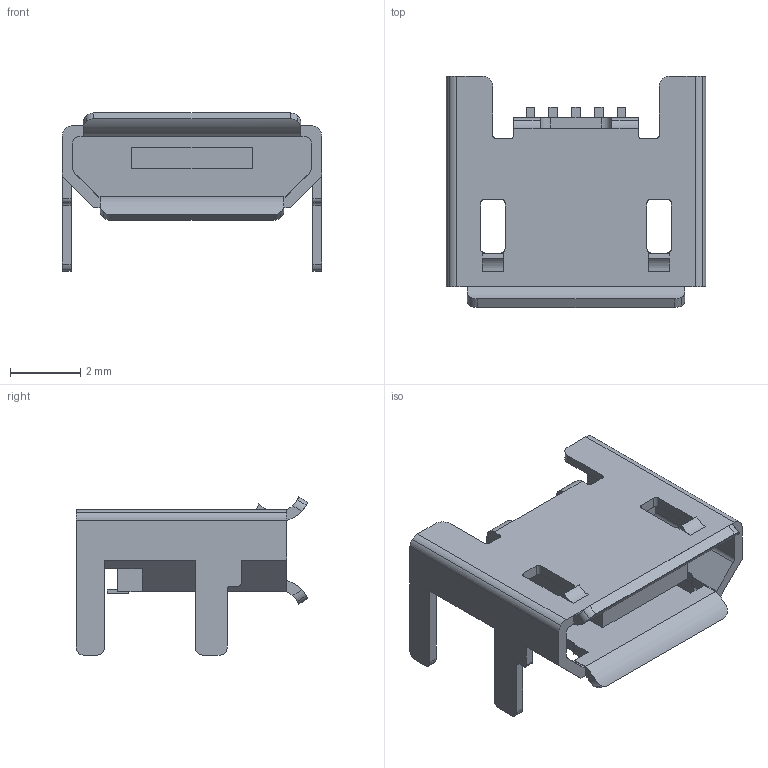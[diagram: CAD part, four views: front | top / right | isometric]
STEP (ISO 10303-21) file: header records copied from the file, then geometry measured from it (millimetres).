
FILE_DESCRIPTION (( 'STEP AP214' ), '1' );
FILE_NAME ('XKB Connectivity U254-051N-4BH806.step', '2023-06-10T14:50:41', ( '' ), ( '' ), 'SwSTEP 2.0', 'SolidWorks 2023', '' );
FILE_SCHEMA (( 'AUTOMOTIVE_DESIGN' ));
Length unit declared in the file: mil
Products named in the file (1): XKB Connectivity U254-051N-4BH806
Bounding box: 7.4 x 6.6 x 4.51 mm (x, y, z)
Volume: 49.3 mm3; surface area: 293.5 mm2
Topology: 8 solids, 8 shells, 222 faces, 614 edges, 404 vertices
Faces by surface type: plane 156, cylinder 66
Entity records: 7322 total; most frequent: CARTESIAN_POINT 1457, ORIENTED_EDGE 1228, DIRECTION 1156, EDGE_CURVE 614, VECTOR 478, LINE 478, VERTEX_POINT 404, AXIS2_PLACEMENT_3D 339
